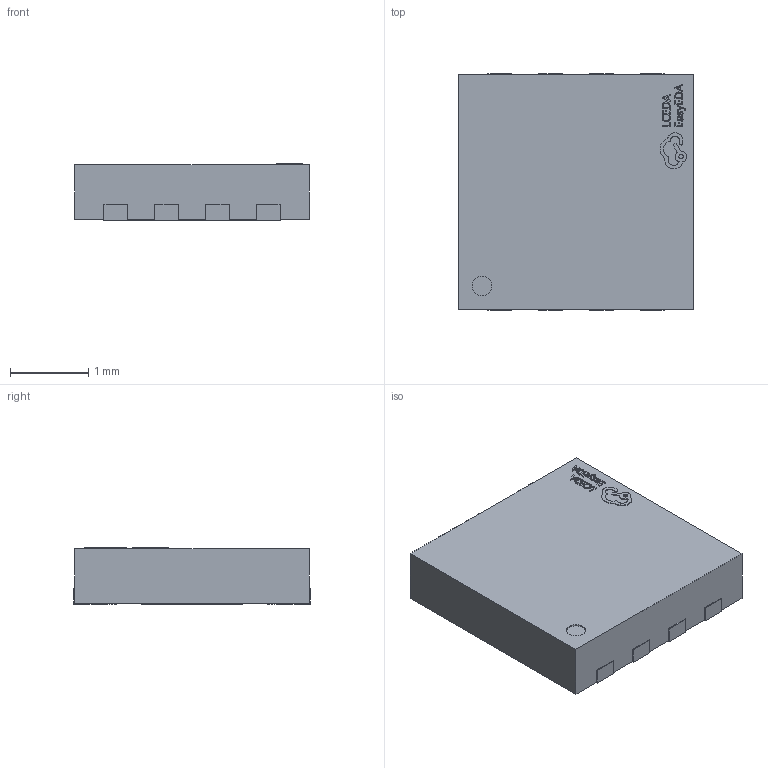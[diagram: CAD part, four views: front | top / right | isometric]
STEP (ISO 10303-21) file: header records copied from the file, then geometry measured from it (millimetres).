
FILE_DESCRIPTION (( 'STEP AP203' ), '1' );
FILE_NAME ('aon7544.STEP', '2023-05-22T07:05:21', ( '' ), ( '' ), 'SwSTEP 2.0', 'SolidWorks 2022', '' );
FILE_SCHEMA (( 'CONFIG_CONTROL_DESIGN' ));
Length unit declared in the file: millimetre
Products named in the file (5): SOLID.step; 3D_PCB1_2023-05-22.step; DFN-8_L3.0-W3.0-P0.65-BL.step; aon7544; Q1.step
Assembly tree (4 placements, depth 5):
  aon7544
    3D_PCB1_2023-05-22.step
      Q1.step
        DFN-8_L3.0-W3.0-P0.65-BL.step
          SOLID.step
Bounding box: 3 x 3.02 x 0.72 mm (x, y, z)
Volume: 6.3 mm3; surface area: 26.9 mm2
Topology: 1 solids, 1 shells, 351 faces, 963 edges, 642 vertices
Faces by surface type: plane 224, bspline 112, cylinder 15
Entity records: 12774 total; most frequent: CARTESIAN_POINT 4070, ORIENTED_EDGE 1926, DIRECTION 1263, EDGE_CURVE 963, VECTOR 705, LINE 705, VERTEX_POINT 642, EDGE_LOOP 379
